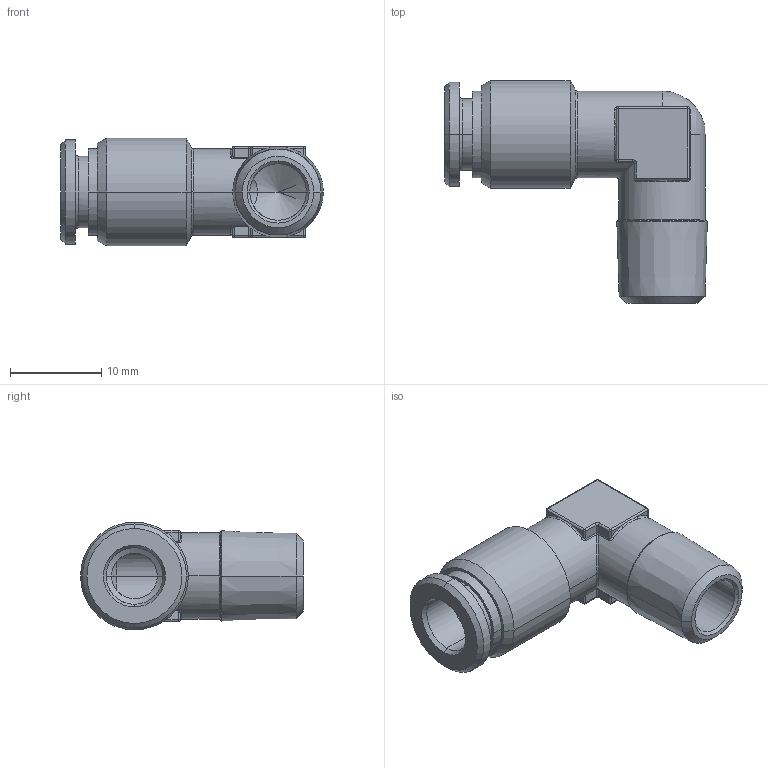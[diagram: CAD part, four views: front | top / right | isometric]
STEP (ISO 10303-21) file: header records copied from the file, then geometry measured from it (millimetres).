
FILE_DESCRIPTION((''),'2;1');
FILE_NAME('mxm.14.06.18',(''),('sopra-pneumatic'),'PRO/ENGINEER BY PARAMETRIC TECHNOLOGY CORPORATION, 2015110','PRO/ENGINEER BY PARAMETRIC TECHNOLOGY CORPORATION, 2015110','');
FILE_SCHEMA(('CONFIG_CONTROL_DESIGN'));
Length unit declared in the file: millimetre
Products named in the file (1): 380862B_950X4-6FF-1-8K
Bounding box: 28.75 x 24.4 x 11.8 mm (x, y, z)
Volume: 2210.4 mm3; surface area: 2490 mm2
Topology: 1 solids, 1 shells, 154 faces, 346 edges, 192 vertices
Faces by surface type: cylinder 54, plane 25, cone 24, torus 22, bspline 16, sphere 13
Entity records: 5415 total; most frequent: CARTESIAN_POINT 1986, DIRECTION 764, ORIENTED_EDGE 686, EDGE_CURVE 343, AXIS2_PLACEMENT_3D 323, VERTEX_POINT 192, CIRCLE 185, EDGE_LOOP 161
